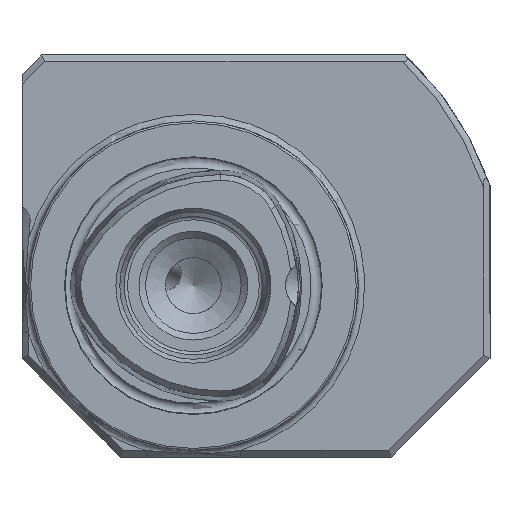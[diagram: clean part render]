
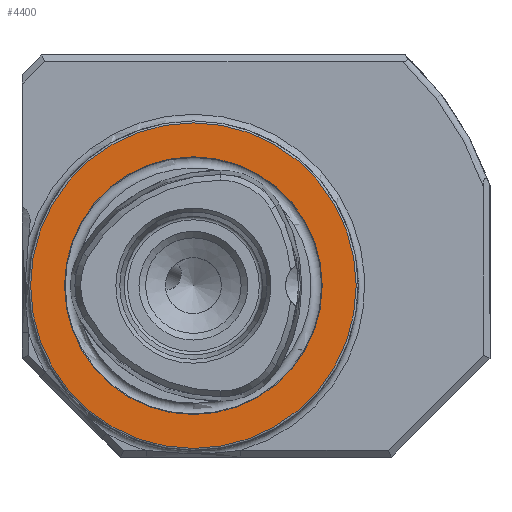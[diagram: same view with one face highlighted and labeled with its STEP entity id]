
A CAD part, left-side view. The second image highlights one B-rep face of the part: STEP entity #4400.
In plain terms, the highlighted planar face has unit normal (-1, 0, 0).
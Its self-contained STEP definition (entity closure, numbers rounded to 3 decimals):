
#17 = VERTEX_POINT ( 'NONE', #1565 ) ;
#40 = AXIS2_PLACEMENT_3D ( 'NONE', #6116, #211, #4150 ) ;
#43 = DIRECTION ( 'NONE',  ( 0., 0., -1. ) ) ;
#211 = DIRECTION ( 'NONE',  ( -1., 0., 0. ) ) ;
#1073 = CARTESIAN_POINT ( 'NONE',  ( 0., 0., 19.55 ) ) ;
#1565 = CARTESIAN_POINT ( 'NONE',  ( 0., 0., 24.7 ) ) ;
#1780 = CIRCLE ( 'NONE', #40, 24.7 ) ;
#2033 = ORIENTED_EDGE ( 'NONE', *, *, #4666, .T. ) ;
#2038 = FACE_BOUND ( 'NONE', #3289, .T. ) ;
#2061 = VERTEX_POINT ( 'NONE', #1073 ) ;
#2257 = DIRECTION ( 'NONE',  ( 0., 0., 1. ) ) ;
#3289 = EDGE_LOOP ( 'NONE', ( #6145 ) ) ;
#3366 = EDGE_LOOP ( 'NONE', ( #2033 ) ) ;
#3716 = CARTESIAN_POINT ( 'NONE',  ( 0., 0., 0. ) ) ;
#3999 = FACE_OUTER_BOUND ( 'NONE', #3366, .T. ) ;
#4150 = DIRECTION ( 'NONE',  ( 0., 0., 1. ) ) ;
#4157 = EDGE_CURVE ( 'NONE', #2061, #2061, #5297, .T. ) ;
#4400 = ADVANCED_FACE ( 'NONE', ( #2038, #3999 ), #4861, .F. ) ;
#4446 = DIRECTION ( 'NONE',  ( 1., 0., 0. ) ) ;
#4666 = EDGE_CURVE ( 'NONE', #17, #17, #1780, .T. ) ;
#4861 = PLANE ( 'NONE',  #5173 ) ;
#5173 = AXIS2_PLACEMENT_3D ( 'NONE', #5367, #4446, #43 ) ;
#5297 = CIRCLE ( 'NONE', #6308, 19.55 ) ;
#5367 = CARTESIAN_POINT ( 'NONE',  ( 0., 19.55, 0. ) ) ;
#6116 = CARTESIAN_POINT ( 'NONE',  ( 0., 0., 0. ) ) ;
#6145 = ORIENTED_EDGE ( 'NONE', *, *, #4157, .F. ) ;
#6234 = DIRECTION ( 'NONE',  ( -1., 0., 0. ) ) ;
#6308 = AXIS2_PLACEMENT_3D ( 'NONE', #3716, #6234, #2257 ) ;
